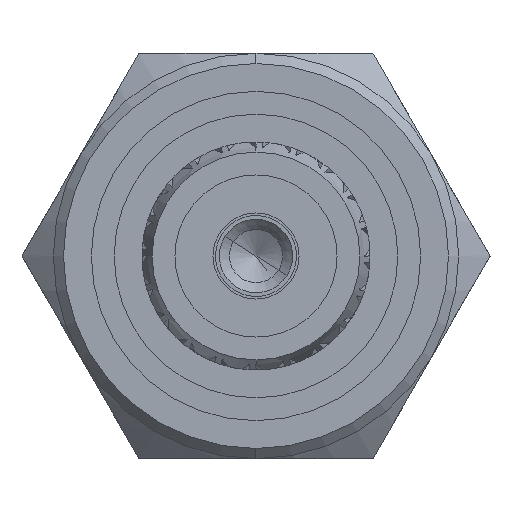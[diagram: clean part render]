
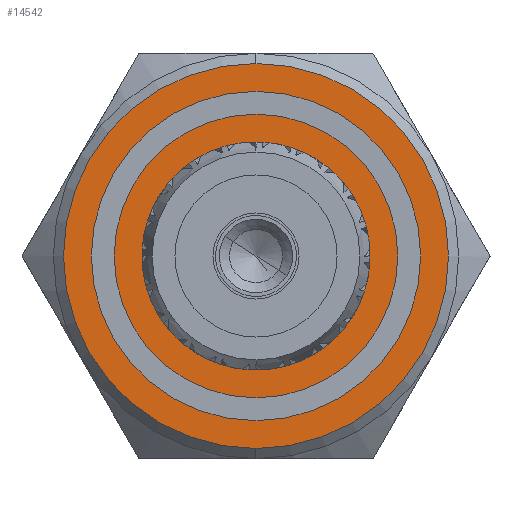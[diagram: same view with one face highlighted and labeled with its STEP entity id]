
A CAD part, front view. The second image highlights one B-rep face of the part: STEP entity #14542.
In plain terms, the highlighted planar face has unit normal (0, -1, 0).
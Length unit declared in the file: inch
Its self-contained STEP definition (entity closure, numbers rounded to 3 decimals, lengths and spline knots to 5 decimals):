
#610 = DIRECTION ( 'NONE',  ( 0., -1., 0. ) ) ;
#646 = CARTESIAN_POINT ( 'NONE',  ( 0., -0.20669, 0. ) ) ;
#1245 = ORIENTED_EDGE ( 'NONE', *, *, #16381, .T. ) ;
#1978 = VERTEX_POINT ( 'NONE', #18229 ) ;
#2557 = ORIENTED_EDGE ( 'NONE', *, *, #15426, .F. ) ;
#3691 = CARTESIAN_POINT ( 'NONE',  ( 0., -0.20669, 0. ) ) ;
#3906 = FACE_OUTER_BOUND ( 'NONE', #5389, .T. ) ;
#5389 = EDGE_LOOP ( 'NONE', ( #1245, #19821 ) ) ;
#5707 = DIRECTION ( 'NONE',  ( 0., 0., -1. ) ) ;
#6404 = VERTEX_POINT ( 'NONE', #15068 ) ;
#6567 = EDGE_CURVE ( 'NONE', #12332, #1978, #8844, .T. ) ;
#7289 = DIRECTION ( 'NONE',  ( 0., 0., -1. ) ) ;
#7296 = PLANE ( 'NONE',  #17434 ) ;
#7609 = AXIS2_PLACEMENT_3D ( 'NONE', #646, #8276, #18306 ) ;
#8250 = CIRCLE ( 'NONE', #7609, 0.08858 ) ;
#8276 = DIRECTION ( 'NONE',  ( 0., -1., 0. ) ) ;
#8468 = FACE_BOUND ( 'NONE', #19529, .T. ) ;
#8570 = CARTESIAN_POINT ( 'NONE',  ( 0., -0.20669, 0. ) ) ;
#8785 = DIRECTION ( 'NONE',  ( 0., 0., -1. ) ) ;
#8844 = CIRCLE ( 'NONE', #20762, 0.14961 ) ;
#8891 = DIRECTION ( 'NONE',  ( 0., -1., 0. ) ) ;
#9422 = CARTESIAN_POINT ( 'NONE',  ( 0., -0.20669, -0.08858 ) ) ;
#9521 = EDGE_CURVE ( 'NONE', #6404, #20884, #11983, .T. ) ;
#9661 = AXIS2_PLACEMENT_3D ( 'NONE', #11862, #18382, #11095 ) ;
#11095 = DIRECTION ( 'NONE',  ( 0., 0., -1. ) ) ;
#11862 = CARTESIAN_POINT ( 'NONE',  ( 0., -0.20669, 0. ) ) ;
#11983 = CIRCLE ( 'NONE', #18114, 0.08858 ) ;
#12332 = VERTEX_POINT ( 'NONE', #12453 ) ;
#12453 = CARTESIAN_POINT ( 'NONE',  ( 0., -0.20669, -0.14961 ) ) ;
#13986 = ORIENTED_EDGE ( 'NONE', *, *, #9521, .F. ) ;
#14542 = ADVANCED_FACE ( 'Face1', ( #8468, #3906 ), #7296, .T. ) ;
#15068 = CARTESIAN_POINT ( 'NONE',  ( 0., -0.20669, 0.08858 ) ) ;
#15181 = DIRECTION ( 'NONE',  ( 0., -1., 0. ) ) ;
#15426 = EDGE_CURVE ( 'NONE', #20884, #6404, #8250, .T. ) ;
#16381 = EDGE_CURVE ( 'NONE', #1978, #12332, #18839, .T. ) ;
#16989 = CARTESIAN_POINT ( 'NONE',  ( 0., -0.20669, 0. ) ) ;
#17434 = AXIS2_PLACEMENT_3D ( 'NONE', #8570, #15181, #5707 ) ;
#18114 = AXIS2_PLACEMENT_3D ( 'NONE', #3691, #610, #8785 ) ;
#18229 = CARTESIAN_POINT ( 'NONE',  ( 0., -0.20669, 0.14961 ) ) ;
#18306 = DIRECTION ( 'NONE',  ( 0., 0., -1. ) ) ;
#18382 = DIRECTION ( 'NONE',  ( 0., -1., 0. ) ) ;
#18839 = CIRCLE ( 'NONE', #9661, 0.14961 ) ;
#19529 = EDGE_LOOP ( 'NONE', ( #13986, #2557 ) ) ;
#19821 = ORIENTED_EDGE ( 'NONE', *, *, #6567, .T. ) ;
#20762 = AXIS2_PLACEMENT_3D ( 'NONE', #16989, #8891, #7289 ) ;
#20884 = VERTEX_POINT ( 'NONE', #9422 ) ;
